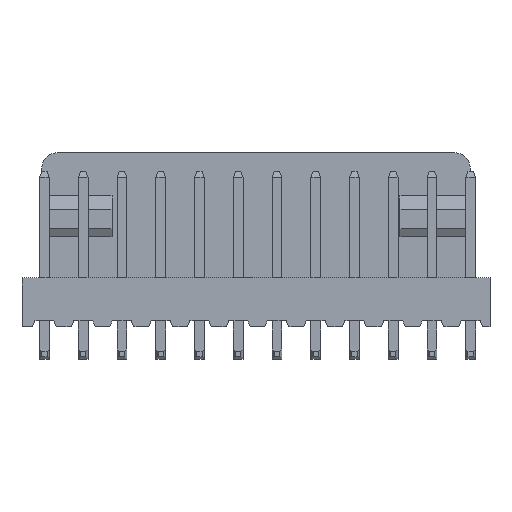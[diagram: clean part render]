
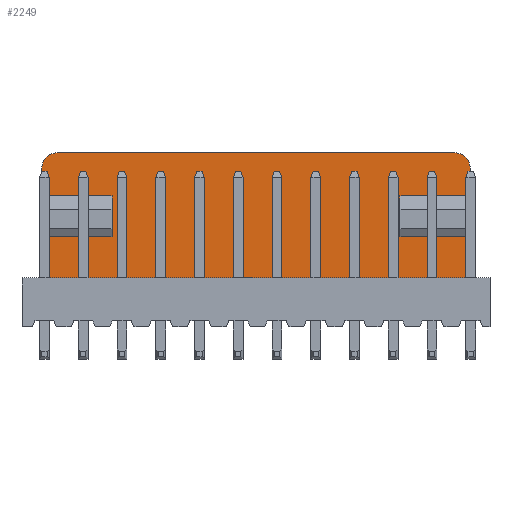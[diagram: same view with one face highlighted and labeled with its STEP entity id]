
A CAD part, top view. The second image highlights one B-rep face of the part: STEP entity #2249.
In plain terms, the highlighted planar face has unit normal (0, 0, 1).
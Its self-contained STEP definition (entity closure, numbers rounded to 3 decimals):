
#268 = LINE ( 'NONE', #473, #271 ) ;
#271 = VECTOR ( 'NONE', #475, 1000. ) ;
#278 = LINE ( 'NONE', #483, #281 ) ;
#281 = VECTOR ( 'NONE', #485, 1000. ) ;
#294 = LINE ( 'NONE', #488, #301 ) ;
#301 = VECTOR ( 'NONE', #504, 1000. ) ;
#304 = CIRCLE ( 'NONE', #8699, 1. ) ;
#314 = LINE ( 'NONE', #912, #317 ) ;
#316 = LINE ( 'NONE', #914, #319 ) ;
#317 = VECTOR ( 'NONE', #913, 1000. ) ;
#319 = VECTOR ( 'NONE', #916, 1000. ) ;
#320 = LINE ( 'NONE', #915, #322 ) ;
#321 = LINE ( 'NONE', #922, #324 ) ;
#322 = VECTOR ( 'NONE', #907, 1000. ) ;
#323 = LINE ( 'NONE', #924, #326 ) ;
#324 = VECTOR ( 'NONE', #923, 1000. ) ;
#325 = LINE ( 'NONE', #926, #328 ) ;
#326 = VECTOR ( 'NONE', #925, 1000. ) ;
#327 = LINE ( 'NONE', #928, #330 ) ;
#328 = VECTOR ( 'NONE', #927, 1000. ) ;
#329 = LINE ( 'NONE', #930, #332 ) ;
#330 = VECTOR ( 'NONE', #929, 1000. ) ;
#331 = LINE ( 'NONE', #932, #334 ) ;
#332 = VECTOR ( 'NONE', #931, 1000. ) ;
#333 = CIRCLE ( 'NONE', #8700, 1. ) ;
#334 = VECTOR ( 'NONE', #933, 1000. ) ;
#473 = CARTESIAN_POINT ( 'NONE',  ( 5.963, 48.254, -4.64 ) ) ;
#475 = DIRECTION ( 'NONE',  ( 1., 0., 0. ) ) ;
#483 = CARTESIAN_POINT ( 'NONE',  ( 5.963, 50.926, -4.64 ) ) ;
#485 = DIRECTION ( 'NONE',  ( 1., 0., 0. ) ) ;
#488 = CARTESIAN_POINT ( 'NONE',  ( 5.963, 48.254, -4.64 ) ) ;
#504 = DIRECTION ( 'NONE',  ( 1., 0., 0. ) ) ;
#554 = CARTESIAN_POINT ( 'NONE',  ( 11.863, 48.254, -4.64 ) ) ;
#558 = CARTESIAN_POINT ( 'NONE',  ( 7.263, 48.254, -4.64 ) ) ;
#560 = CARTESIAN_POINT ( 'NONE',  ( 11.863, 50.926, -4.64 ) ) ;
#563 = CARTESIAN_POINT ( 'NONE',  ( 7.263, 50.926, -4.64 ) ) ;
#569 = CARTESIAN_POINT ( 'NONE',  ( 7.263, 45.547, -4.64 ) ) ;
#570 = CARTESIAN_POINT ( 'NONE',  ( 30.743, 50.926, -4.64 ) ) ;
#571 = CARTESIAN_POINT ( 'NONE',  ( 30.743, 48.254, -4.64 ) ) ;
#573 = CARTESIAN_POINT ( 'NONE',  ( 35.343, 48.254, -4.64 ) ) ;
#574 = CARTESIAN_POINT ( 'NONE',  ( 8.263, 53.751, -4.64 ) ) ;
#576 = CARTESIAN_POINT ( 'NONE',  ( 34.343, 53.751, -4.64 ) ) ;
#577 = CARTESIAN_POINT ( 'NONE',  ( 35.343, 50.926, -4.64 ) ) ;
#580 = CARTESIAN_POINT ( 'NONE',  ( 35.343, 52.751, -4.64 ) ) ;
#581 = CARTESIAN_POINT ( 'NONE',  ( 7.263, 52.751, -4.64 ) ) ;
#583 = CARTESIAN_POINT ( 'NONE',  ( 35.343, 45.547, -4.64 ) ) ;
#907 = DIRECTION ( 'NONE',  ( 0., 1., 0. ) ) ;
#912 = CARTESIAN_POINT ( 'NONE',  ( 5.963, 50.926, -4.64 ) ) ;
#913 = DIRECTION ( 'NONE',  ( 1., 0., 0. ) ) ;
#914 = CARTESIAN_POINT ( 'NONE',  ( 5.963, 53.751, -4.64 ) ) ;
#915 = CARTESIAN_POINT ( 'NONE',  ( 7.263, 53.751, -4.64 ) ) ;
#916 = DIRECTION ( 'NONE',  ( 1., 0., 0. ) ) ;
#919 = CARTESIAN_POINT ( 'NONE',  ( 8.263, 52.751, -4.64 ) ) ;
#920 = DIRECTION ( 'NONE',  ( 0., 0., 1. ) ) ;
#921 = DIRECTION ( 'NONE',  ( 1., 0., 0. ) ) ;
#922 = CARTESIAN_POINT ( 'NONE',  ( 11.863, 26.657, -4.64 ) ) ;
#923 = DIRECTION ( 'NONE',  ( 0., 1., 0. ) ) ;
#924 = CARTESIAN_POINT ( 'NONE',  ( 7.263, 48.254, -4.64 ) ) ;
#925 = DIRECTION ( 'NONE',  ( 0., 1., 0. ) ) ;
#926 = CARTESIAN_POINT ( 'NONE',  ( 5.963, 45.547, -4.64 ) ) ;
#927 = DIRECTION ( 'NONE',  ( 1., 0., 0. ) ) ;
#928 = CARTESIAN_POINT ( 'NONE',  ( 35.343, 48.254, -4.64 ) ) ;
#929 = DIRECTION ( 'NONE',  ( 0., -1., 0. ) ) ;
#930 = CARTESIAN_POINT ( 'NONE',  ( 30.743, 26.657, -4.64 ) ) ;
#931 = DIRECTION ( 'NONE',  ( 0., 1., 0. ) ) ;
#932 = CARTESIAN_POINT ( 'NONE',  ( 35.343, 53.751, -4.64 ) ) ;
#933 = DIRECTION ( 'NONE',  ( 0., -1., 0. ) ) ;
#934 = CARTESIAN_POINT ( 'NONE',  ( 34.343, 52.751, -4.64 ) ) ;
#935 = DIRECTION ( 'NONE',  ( 0., 0., 1. ) ) ;
#936 = DIRECTION ( 'NONE',  ( 1., 0., 0. ) ) ;
#1235 = ORIENTED_EDGE ( 'NONE', *, *, #4311, .T. ) ;
#1251 = ORIENTED_EDGE ( 'NONE', *, *, #4310, .F. ) ;
#1267 = ORIENTED_EDGE ( 'NONE', *, *, #4301, .T. ) ;
#1283 = ORIENTED_EDGE ( 'NONE', *, *, #4309, .T. ) ;
#1302 = ORIENTED_EDGE ( 'NONE', *, *, #4304, .F. ) ;
#1305 = ORIENTED_EDGE ( 'NONE', *, *, #4302, .F. ) ;
#1306 = ORIENTED_EDGE ( 'NONE', *, *, #3125, .F. ) ;
#1334 = ORIENTED_EDGE ( 'NONE', *, *, #3115, .T. ) ;
#1340 = ORIENTED_EDGE ( 'NONE', *, *, #4308, .F. ) ;
#1351 = ORIENTED_EDGE ( 'NONE', *, *, #4307, .T. ) ;
#1369 = ORIENTED_EDGE ( 'NONE', *, *, #3110, .F. ) ;
#1378 = ORIENTED_EDGE ( 'NONE', *, *, #4305, .F. ) ;
#1385 = ORIENTED_EDGE ( 'NONE', *, *, #4303, .T. ) ;
#1413 = ORIENTED_EDGE ( 'NONE', *, *, #4306, .F. ) ;
#2249 = ADVANCED_FACE ( 'NONE', ( #4974 ), #5613, .T. ) ;
#3110 = EDGE_CURVE ( 'NONE', #3472, #3468, #268, .T. ) ;
#3115 = EDGE_CURVE ( 'NONE', #3477, #3474, #278, .T. ) ;
#3125 = EDGE_CURVE ( 'NONE', #3485, #3487, #294, .T. ) ;
#3468 = VERTEX_POINT ( 'NONE', #554 ) ;
#3472 = VERTEX_POINT ( 'NONE', #558 ) ;
#3474 = VERTEX_POINT ( 'NONE', #560 ) ;
#3477 = VERTEX_POINT ( 'NONE', #563 ) ;
#3483 = VERTEX_POINT ( 'NONE', #569 ) ;
#3484 = VERTEX_POINT ( 'NONE', #570 ) ;
#3485 = VERTEX_POINT ( 'NONE', #571 ) ;
#3487 = VERTEX_POINT ( 'NONE', #573 ) ;
#3488 = VERTEX_POINT ( 'NONE', #574 ) ;
#3490 = VERTEX_POINT ( 'NONE', #576 ) ;
#3491 = VERTEX_POINT ( 'NONE', #577 ) ;
#3494 = VERTEX_POINT ( 'NONE', #580 ) ;
#3495 = VERTEX_POINT ( 'NONE', #581 ) ;
#3497 = VERTEX_POINT ( 'NONE', #583 ) ;
#4283 = EDGE_LOOP ( 'NONE', ( #1305, #1385, #1302, #1334, #1378, #1369, #1413, #1351, #1340, #1306, #1283, #1267, #1251, #1235 ) ) ;
#4301 = EDGE_CURVE ( 'NONE', #3484, #3491, #314, .T. ) ;
#4302 = EDGE_CURVE ( 'NONE', #3488, #3490, #316, .T. ) ;
#4303 = EDGE_CURVE ( 'NONE', #3488, #3495, #304, .T. ) ;
#4304 = EDGE_CURVE ( 'NONE', #3477, #3495, #320, .T. ) ;
#4305 = EDGE_CURVE ( 'NONE', #3468, #3474, #321, .T. ) ;
#4306 = EDGE_CURVE ( 'NONE', #3483, #3472, #323, .T. ) ;
#4307 = EDGE_CURVE ( 'NONE', #3483, #3497, #325, .T. ) ;
#4308 = EDGE_CURVE ( 'NONE', #3487, #3497, #327, .T. ) ;
#4309 = EDGE_CURVE ( 'NONE', #3485, #3484, #329, .T. ) ;
#4310 = EDGE_CURVE ( 'NONE', #3494, #3491, #331, .T. ) ;
#4311 = EDGE_CURVE ( 'NONE', #3494, #3490, #333, .T. ) ;
#4429 = AXIS2_PLACEMENT_3D ( 'NONE', #5614, #5619, #5620 ) ;
#4974 = FACE_OUTER_BOUND ( 'NONE', #4283, .T. ) ;
#5613 = PLANE ( 'NONE',  #4429 ) ;
#5614 = CARTESIAN_POINT ( 'NONE',  ( 5.963, 53.751, -4.64 ) ) ;
#5619 = DIRECTION ( 'NONE',  ( 0., 0., 1. ) ) ;
#5620 = DIRECTION ( 'NONE',  ( 1., 0., 0. ) ) ;
#8699 = AXIS2_PLACEMENT_3D ( 'NONE', #919, #920, #921 ) ;
#8700 = AXIS2_PLACEMENT_3D ( 'NONE', #934, #935, #936 ) ;
